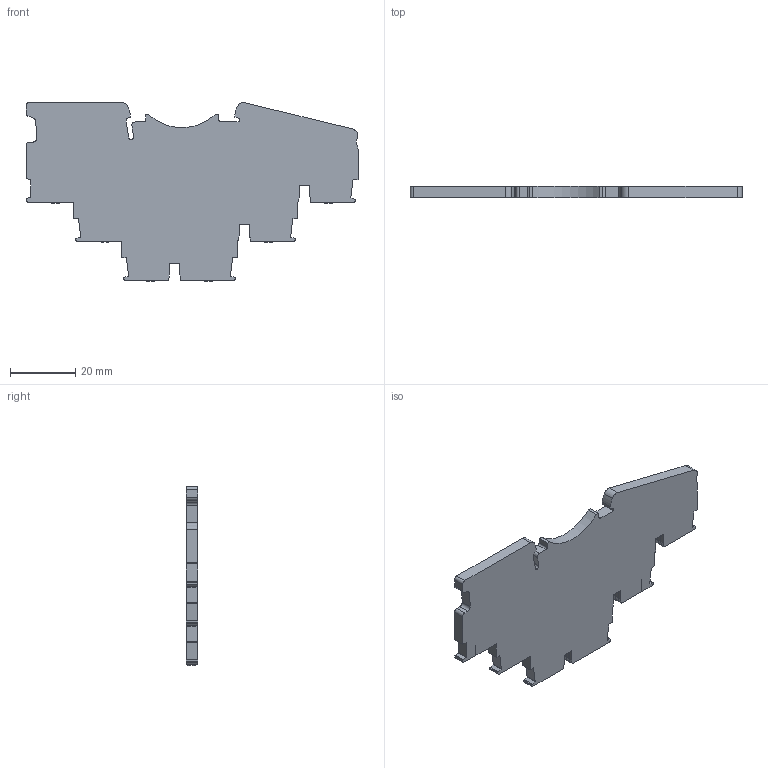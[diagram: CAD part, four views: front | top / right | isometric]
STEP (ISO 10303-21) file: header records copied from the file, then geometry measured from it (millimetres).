
FILE_DESCRIPTION(/* description */ (''),/* implementation_level */ '2;1');
FILE_NAME(/* name */ '200002888_stp.prt.stp',/* time_stamp */ '2022-03-29T13:47:54+08:00',/* author */ (''),/* organization */ (''),/* preprocessor_version */ 'ST-DEVELOPER v15',/* originating_system */ 'SIEMENS PLM Software NX 8.5',/* authorisation */ '');
FILE_SCHEMA (('CONFIG_CONTROL_DESIGN'));
Length unit declared in the file: millimetre
Products named in the file (1): 200002888_stp
Bounding box: 102 x 3.5 x 55.02 mm (x, y, z)
Volume: 13228.4 mm3; surface area: 9272.7 mm2
Topology: 1 solids, 1 shells, 497 faces, 1443 edges, 964 vertices
Faces by surface type: plane 343, cylinder 136, bspline 12, cone 6
Entity records: 16872 total; most frequent: CARTESIAN_POINT 3490, ORIENTED_EDGE 2886, DIRECTION 2668, EDGE_CURVE 1443, LINE 1072, VECTOR 1072, VERTEX_POINT 964, AXIS2_PLACEMENT_3D 798
